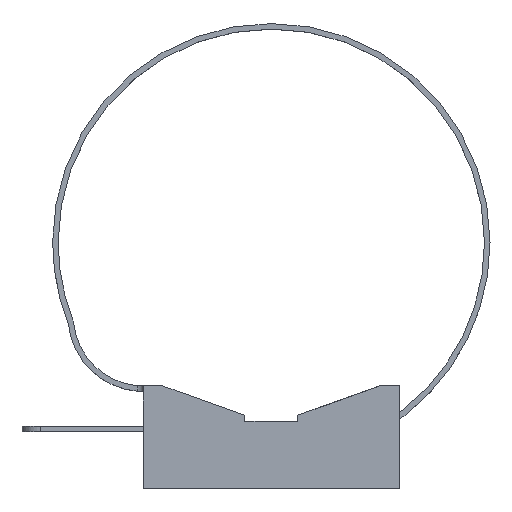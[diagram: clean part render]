
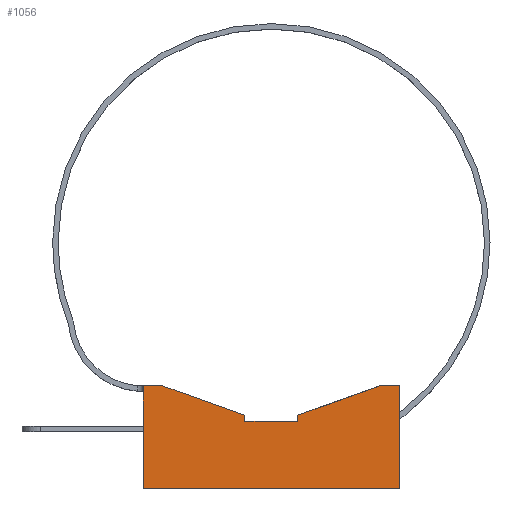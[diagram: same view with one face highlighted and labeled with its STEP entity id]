
A CAD part, top view. The second image highlights one B-rep face of the part: STEP entity #1056.
In plain terms, the highlighted planar face has unit normal (0, 0, 1).
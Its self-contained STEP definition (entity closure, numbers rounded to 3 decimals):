
#11 = ORIENTED_EDGE ( 'NONE', *, *, #888, .T. ) ;
#17 = ORIENTED_EDGE ( 'NONE', *, *, #1643, .T. ) ;
#18 = ORIENTED_EDGE ( 'NONE', *, *, #145, .T. ) ;
#20 = CARTESIAN_POINT ( 'NONE',  ( -21., 16.8, 6.4 ) ) ;
#34 = CARTESIAN_POINT ( 'NONE',  ( 4.35, 11., 6.4 ) ) ;
#45 = ORIENTED_EDGE ( 'NONE', *, *, #1203, .T. ) ;
#46 = VECTOR ( 'NONE', #2072, 1000. ) ;
#58 = LINE ( 'NONE', #292, #46 ) ;
#69 = EDGE_CURVE ( 'NONE', #676, #1548, #941, .T. ) ;
#134 = CARTESIAN_POINT ( 'NONE',  ( 21., 16.8, 6.4 ) ) ;
#135 = DIRECTION ( 'NONE',  ( -0.942, 0.336, 0. ) ) ;
#145 = EDGE_CURVE ( 'NONE', #1383, #447, #855, .T. ) ;
#147 = CARTESIAN_POINT ( 'NONE',  ( 17.8, 16.8, 6.4 ) ) ;
#196 = ORIENTED_EDGE ( 'NONE', *, *, #69, .T. ) ;
#292 = CARTESIAN_POINT ( 'NONE',  ( -4.35, 11., 6.4 ) ) ;
#332 = DIRECTION ( 'NONE',  ( 0., 1., 0. ) ) ;
#406 = CARTESIAN_POINT ( 'NONE',  ( -21., 0., 6.4 ) ) ;
#422 = VERTEX_POINT ( 'NONE', #1738 ) ;
#432 = CARTESIAN_POINT ( 'NONE',  ( 21., 0., 6.4 ) ) ;
#447 = VERTEX_POINT ( 'NONE', #807 ) ;
#527 = CARTESIAN_POINT ( 'NONE',  ( 0., 0., 6.4 ) ) ;
#563 = DIRECTION ( 'NONE',  ( -1., 0., 0. ) ) ;
#648 = CARTESIAN_POINT ( 'NONE',  ( -4.35, 12., 6.4 ) ) ;
#676 = VERTEX_POINT ( 'NONE', #1024 ) ;
#807 = CARTESIAN_POINT ( 'NONE',  ( -17.8, 16.8, 6.4 ) ) ;
#841 = ORIENTED_EDGE ( 'NONE', *, *, #2204, .T. ) ;
#852 = DIRECTION ( 'NONE',  ( -1., 0., 0. ) ) ;
#855 = LINE ( 'NONE', #2106, #897 ) ;
#885 = CARTESIAN_POINT ( 'NONE',  ( 4.35, 12., 6.4 ) ) ;
#888 = EDGE_CURVE ( 'NONE', #1766, #1260, #58, .T. ) ;
#897 = VECTOR ( 'NONE', #135, 1000. ) ;
#933 = VECTOR ( 'NONE', #2080, 1000. ) ;
#941 = LINE ( 'NONE', #134, #933 ) ;
#1013 = CARTESIAN_POINT ( 'NONE',  ( 4.35, 12., 6.4 ) ) ;
#1024 = CARTESIAN_POINT ( 'NONE',  ( 21., 16.8, 6.4 ) ) ;
#1056 = ADVANCED_FACE ( 'NONE', ( #2234 ), #1615, .F. ) ;
#1064 = VECTOR ( 'NONE', #1845, 1000. ) ;
#1093 = LINE ( 'NONE', #406, #1064 ) ;
#1099 = CARTESIAN_POINT ( 'NONE',  ( -4.35, 11., 6.4 ) ) ;
#1137 = CARTESIAN_POINT ( 'NONE',  ( 4.35, 12., 6.4 ) ) ;
#1189 = EDGE_CURVE ( 'NONE', #1560, #1766, #2101, .T. ) ;
#1203 = EDGE_CURVE ( 'NONE', #447, #1721, #2103, .T. ) ;
#1205 = DIRECTION ( 'NONE',  ( -0.942, -0.336, 0. ) ) ;
#1226 = EDGE_CURVE ( 'NONE', #1721, #422, #2081, .T. ) ;
#1260 = VERTEX_POINT ( 'NONE', #1099 ) ;
#1374 = CARTESIAN_POINT ( 'NONE',  ( 21., 0., 6.4 ) ) ;
#1383 = VERTEX_POINT ( 'NONE', #2241 ) ;
#1396 = AXIS2_PLACEMENT_3D ( 'NONE', #527, #1983, #852 ) ;
#1463 = DIRECTION ( 'NONE',  ( 0., -1., 0. ) ) ;
#1474 = ORIENTED_EDGE ( 'NONE', *, *, #1226, .T. ) ;
#1527 = VECTOR ( 'NONE', #1205, 1000. ) ;
#1532 = LINE ( 'NONE', #1013, #1527 ) ;
#1548 = VERTEX_POINT ( 'NONE', #147 ) ;
#1560 = VERTEX_POINT ( 'NONE', #1137 ) ;
#1595 = ORIENTED_EDGE ( 'NONE', *, *, #1609, .T. ) ;
#1609 = EDGE_CURVE ( 'NONE', #2248, #676, #1641, .T. ) ;
#1615 = PLANE ( 'NONE',  #1396 ) ;
#1618 = LINE ( 'NONE', #648, #1644 ) ;
#1641 = LINE ( 'NONE', #1374, #1667 ) ;
#1643 = EDGE_CURVE ( 'NONE', #1260, #1383, #1618, .T. ) ;
#1644 = VECTOR ( 'NONE', #1756, 1000. ) ;
#1667 = VECTOR ( 'NONE', #332, 1000. ) ;
#1720 = EDGE_CURVE ( 'NONE', #1548, #1560, #1532, .T. ) ;
#1721 = VERTEX_POINT ( 'NONE', #20 ) ;
#1738 = CARTESIAN_POINT ( 'NONE',  ( -21., 0., 6.4 ) ) ;
#1756 = DIRECTION ( 'NONE',  ( 0., 1., 0. ) ) ;
#1766 = VERTEX_POINT ( 'NONE', #34 ) ;
#1845 = DIRECTION ( 'NONE',  ( 1., 0., 0. ) ) ;
#1983 = DIRECTION ( 'NONE',  ( 0., 0., -1. ) ) ;
#2017 = CARTESIAN_POINT ( 'NONE',  ( -21., 16.8, 6.4 ) ) ;
#2028 = CARTESIAN_POINT ( 'NONE',  ( -21., 0., 6.4 ) ) ;
#2072 = DIRECTION ( 'NONE',  ( -1., 0., 0. ) ) ;
#2076 = VECTOR ( 'NONE', #2228, 1000. ) ;
#2078 = VECTOR ( 'NONE', #563, 1000. ) ;
#2080 = DIRECTION ( 'NONE',  ( -1., 0., 0. ) ) ;
#2081 = LINE ( 'NONE', #2028, #2076 ) ;
#2091 = ORIENTED_EDGE ( 'NONE', *, *, #1720, .T. ) ;
#2099 = VECTOR ( 'NONE', #1463, 1000. ) ;
#2101 = LINE ( 'NONE', #885, #2099 ) ;
#2103 = LINE ( 'NONE', #2017, #2078 ) ;
#2106 = CARTESIAN_POINT ( 'NONE',  ( -17.8, 16.8, 6.4 ) ) ;
#2183 = EDGE_LOOP ( 'NONE', ( #1474, #841, #1595, #196, #2091, #2210, #11, #17, #18, #45 ) ) ;
#2204 = EDGE_CURVE ( 'NONE', #422, #2248, #1093, .T. ) ;
#2210 = ORIENTED_EDGE ( 'NONE', *, *, #1189, .T. ) ;
#2228 = DIRECTION ( 'NONE',  ( 0., -1., 0. ) ) ;
#2234 = FACE_OUTER_BOUND ( 'NONE', #2183, .T. ) ;
#2241 = CARTESIAN_POINT ( 'NONE',  ( -4.35, 12., 6.4 ) ) ;
#2248 = VERTEX_POINT ( 'NONE', #432 ) ;
